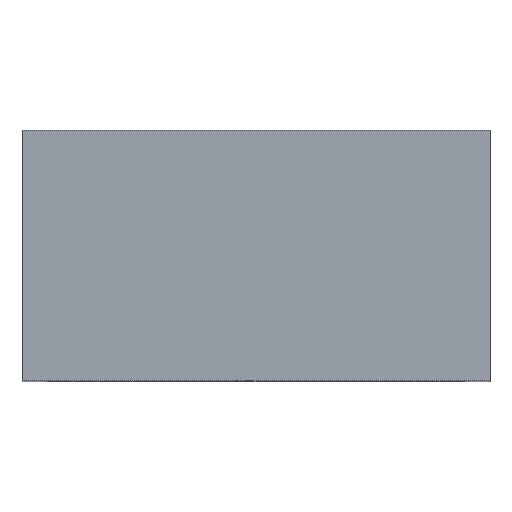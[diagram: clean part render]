
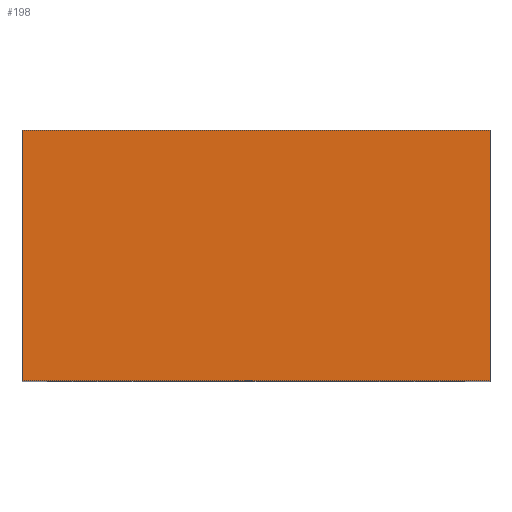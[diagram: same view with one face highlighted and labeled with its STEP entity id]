
A CAD part, top view. The second image highlights one B-rep face of the part: STEP entity #198.
In plain terms, the highlighted planar face has unit normal (0, 0, 1).
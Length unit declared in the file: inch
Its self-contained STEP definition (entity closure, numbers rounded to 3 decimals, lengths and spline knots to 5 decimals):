
#15=LINE('',#318,#27);
#16=LINE('',#320,#28);
#17=LINE('',#322,#29);
#18=LINE('',#323,#30);
#27=VECTOR('',#264,0.3937);
#28=VECTOR('',#265,0.3937);
#29=VECTOR('',#266,0.3937);
#30=VECTOR('',#267,0.3937);
#39=PLANE('',#233);
#62=FACE_OUTER_BOUND('',#75,.T.);
#75=EDGE_LOOP('',(#151,#152,#153,#154));
#111=VERTEX_POINT('',#316);
#112=VERTEX_POINT('',#317);
#113=VERTEX_POINT('',#319);
#114=VERTEX_POINT('',#321);
#129=EDGE_CURVE('',#111,#112,#15,.T.);
#130=EDGE_CURVE('',#113,#111,#16,.T.);
#131=EDGE_CURVE('',#114,#113,#17,.T.);
#132=EDGE_CURVE('',#112,#114,#18,.T.);
#151=ORIENTED_EDGE('',*,*,#129,.F.);
#152=ORIENTED_EDGE('',*,*,#130,.F.);
#153=ORIENTED_EDGE('',*,*,#131,.F.);
#154=ORIENTED_EDGE('',*,*,#132,.F.);
#198=ADVANCED_FACE('',(#62),#39,.F.);
#233=AXIS2_PLACEMENT_3D('',#315,#262,#263);
#262=DIRECTION('center_axis',(0.,0.,-1.));
#263=DIRECTION('ref_axis',(1.,0.,0.));
#264=DIRECTION('',(1.,0.,0.));
#265=DIRECTION('',(0.,1.,0.));
#266=DIRECTION('',(-1.,0.,0.));
#267=DIRECTION('',(0.,-1.,0.));
#315=CARTESIAN_POINT('Origin',(-0.7,0.75,0.67));
#316=CARTESIAN_POINT('',(-0.7,0.75,0.67));
#317=CARTESIAN_POINT('',(0.7,0.75,0.67));
#318=CARTESIAN_POINT('',(-0.35,0.75,0.67));
#319=CARTESIAN_POINT('',(-0.7,0.,0.67));
#320=CARTESIAN_POINT('',(-0.7,0.375,0.67));
#321=CARTESIAN_POINT('',(0.7,0.,0.67));
#322=CARTESIAN_POINT('',(-0.35,0.,0.67));
#323=CARTESIAN_POINT('',(0.7,0.375,0.67));
